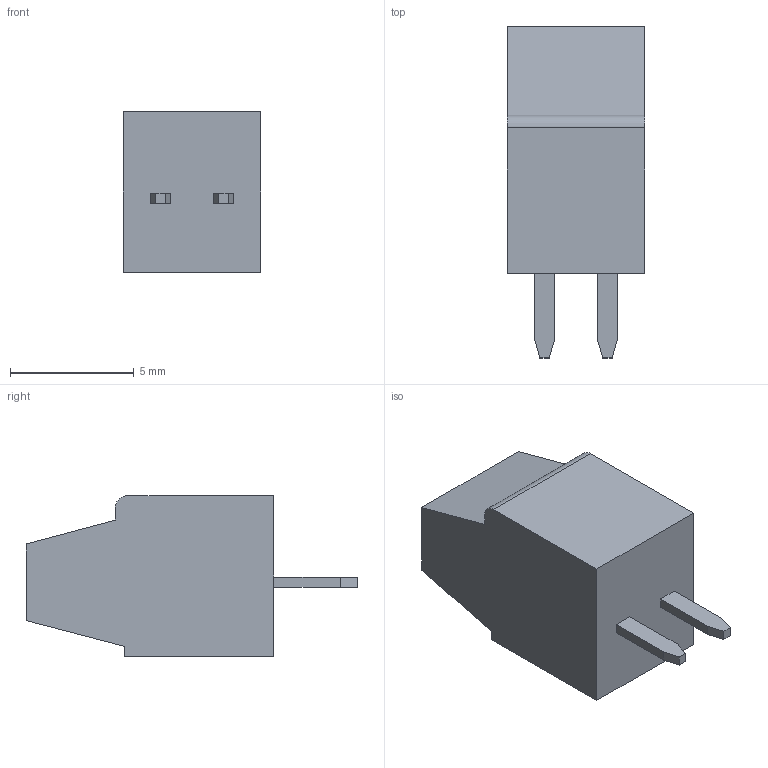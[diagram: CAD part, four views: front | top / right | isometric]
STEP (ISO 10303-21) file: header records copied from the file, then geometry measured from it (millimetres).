
FILE_DESCRIPTION((''),'2;1');
FILE_NAME('397730002','2018-10-08T',('gga'),(''),'PRO/ENGINEER BY PARAMETRIC TECHNOLOGY CORPORATION, 2016010','PRO/ENGINEER BY PARAMETRIC TECHNOLOGY CORPORATION, 2016010','');
FILE_SCHEMA(('CONFIG_CONTROL_DESIGN'));
Length unit declared in the file: inch
Products named in the file (1): 397730002
Bounding box: 5.54 x 13.41 x 6.5 mm (x, y, z)
Volume: 300.7 mm3; surface area: 314.5 mm2
Topology: 1 solids, 1 shells, 49 faces, 121 edges, 82 vertices
Faces by surface type: plane 44, cylinder 5
Entity records: 1464 total; most frequent: CARTESIAN_POINT 245, DIRECTION 235, ORIENTED_EDGE 230, EDGE_CURVE 115, VECTOR 107, LINE 107, VERTEX_POINT 74, AXIS2_PLACEMENT_3D 64
